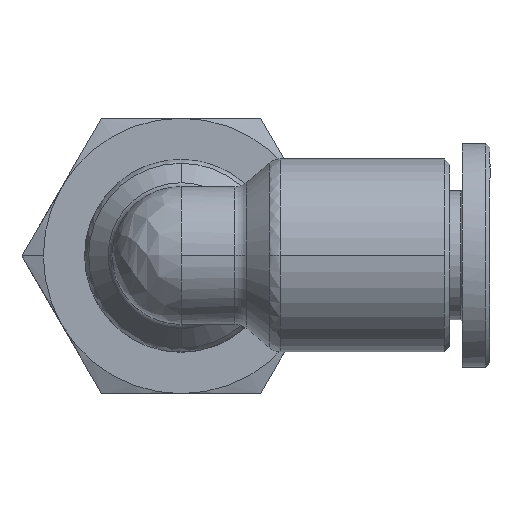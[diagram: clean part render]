
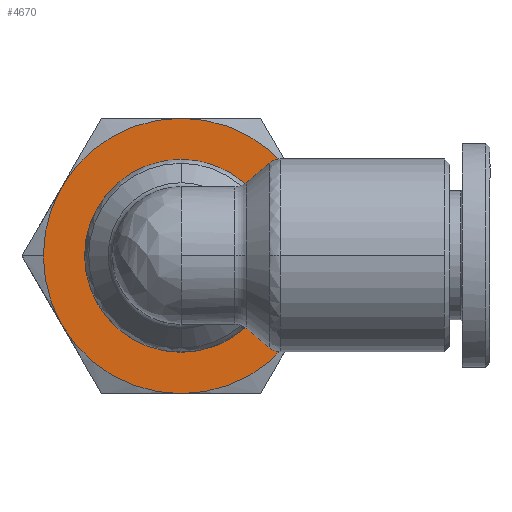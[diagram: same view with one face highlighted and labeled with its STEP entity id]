
A CAD part, top view. The second image highlights one B-rep face of the part: STEP entity #4670.
In plain terms, the highlighted face is planar.
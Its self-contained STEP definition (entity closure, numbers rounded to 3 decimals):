
#426 = EDGE_CURVE ( 'NONE', #4525, #6126, #9786, .T. ) ;
#504 = ORIENTED_EDGE ( 'NONE', *, *, #1388, .T. ) ;
#623 = DIRECTION ( 'NONE',  ( 1., 0., 0. ) ) ;
#713 = AXIS2_PLACEMENT_3D ( 'NONE', #11181, #1584, #5907 ) ;
#730 = DIRECTION ( 'NONE',  ( 0., 0., -1. ) ) ;
#786 = ORIENTED_EDGE ( 'NONE', *, *, #6899, .T. ) ;
#834 = CIRCLE ( 'NONE', #3655, 5.6 ) ;
#903 = DIRECTION ( 'NONE',  ( 0., 0., -1. ) ) ;
#1019 = EDGE_CURVE ( 'NONE', #1606, #11317, #834, .T. ) ;
#1132 = EDGE_CURVE ( 'NONE', #9439, #3774, #8257, .T. ) ;
#1158 = ORIENTED_EDGE ( 'NONE', *, *, #426, .T. ) ;
#1388 = EDGE_CURVE ( 'NONE', #3774, #9680, #5049, .T. ) ;
#1553 = AXIS2_PLACEMENT_3D ( 'NONE', #7073, #903, #7964 ) ;
#1584 = DIRECTION ( 'NONE',  ( 0., 0., -1. ) ) ;
#1606 = VERTEX_POINT ( 'NONE', #4723 ) ;
#1643 = EDGE_CURVE ( 'NONE', #2225, #8076, #7966, .T. ) ;
#1789 = DIRECTION ( 'NONE',  ( 1., 0., 0. ) ) ;
#2225 = VERTEX_POINT ( 'NONE', #2777 ) ;
#2456 = ORIENTED_EDGE ( 'NONE', *, *, #4753, .T. ) ;
#2540 = ORIENTED_EDGE ( 'NONE', *, *, #7115, .T. ) ;
#2777 = CARTESIAN_POINT ( 'NONE',  ( -4.718, 8., 18.184 ) ) ;
#2802 = EDGE_LOOP ( 'NONE', ( #3399, #6870 ) ) ;
#2809 = DIRECTION ( 'NONE',  ( 0., 0., -1. ) ) ;
#2845 = AXIS2_PLACEMENT_3D ( 'NONE', #6471, #11142, #4108 ) ;
#3137 = CARTESIAN_POINT ( 'NONE',  ( -4.718, 0., 18.184 ) ) ;
#3288 = EDGE_CURVE ( 'NONE', #11317, #1606, #6593, .T. ) ;
#3399 = ORIENTED_EDGE ( 'NONE', *, *, #3288, .F. ) ;
#3618 = CARTESIAN_POINT ( 'NONE',  ( -4.718, 0., 18.184 ) ) ;
#3655 = AXIS2_PLACEMENT_3D ( 'NONE', #9986, #4701, #3744 ) ;
#3744 = DIRECTION ( 'NONE',  ( 0., -1., 0. ) ) ;
#3772 = AXIS2_PLACEMENT_3D ( 'NONE', #8697, #730, #6803 ) ;
#3774 = VERTEX_POINT ( 'NONE', #6393 ) ;
#4108 = DIRECTION ( 'NONE',  ( 1., 0., 0. ) ) ;
#4355 = EDGE_LOOP ( 'NONE', ( #2540, #1158, #2456, #7498, #786, #7927, #504 ) ) ;
#4370 = CARTESIAN_POINT ( 'NONE',  ( -4.718, -8., 18.184 ) ) ;
#4494 = FACE_BOUND ( 'NONE', #2802, .T. ) ;
#4525 = VERTEX_POINT ( 'NONE', #8084 ) ;
#4670 = ADVANCED_FACE ( 'NONE', ( #4494, #10166 ), #8619, .T. ) ;
#4701 = DIRECTION ( 'NONE',  ( 0., 0., -1. ) ) ;
#4723 = CARTESIAN_POINT ( 'NONE',  ( -4.718, 5.6, 18.184 ) ) ;
#4753 = EDGE_CURVE ( 'NONE', #6126, #2225, #7689, .T. ) ;
#4970 = DIRECTION ( 'NONE',  ( 0., 0., -1. ) ) ;
#5049 = CIRCLE ( 'NONE', #1553, 8. ) ;
#5470 = CARTESIAN_POINT ( 'NONE',  ( 3.282, 0., 18.184 ) ) ;
#5643 = CARTESIAN_POINT ( 'NONE',  ( 2.21, 4., 18.184 ) ) ;
#5670 = DIRECTION ( 'NONE',  ( 1., 0., 0. ) ) ;
#5907 = DIRECTION ( 'NONE',  ( 1., 0., 0. ) ) ;
#6126 = VERTEX_POINT ( 'NONE', #8302 ) ;
#6224 = CIRCLE ( 'NONE', #7327, 8. ) ;
#6320 = AXIS2_PLACEMENT_3D ( 'NONE', #10757, #6459, #9994 ) ;
#6362 = DIRECTION ( 'NONE',  ( 0., -1., 0. ) ) ;
#6393 = CARTESIAN_POINT ( 'NONE',  ( 2.21, -4., 18.184 ) ) ;
#6459 = DIRECTION ( 'NONE',  ( 0., 0., -1. ) ) ;
#6471 = CARTESIAN_POINT ( 'NONE',  ( -4.718, 0., 18.184 ) ) ;
#6593 = CIRCLE ( 'NONE', #9279, 5.6 ) ;
#6620 = AXIS2_PLACEMENT_3D ( 'NONE', #3137, #10999, #5670 ) ;
#6803 = DIRECTION ( 'NONE',  ( -1., 0., 0. ) ) ;
#6870 = ORIENTED_EDGE ( 'NONE', *, *, #1019, .F. ) ;
#6899 = EDGE_CURVE ( 'NONE', #8076, #9439, #6224, .T. ) ;
#7073 = CARTESIAN_POINT ( 'NONE',  ( -4.718, 0., 18.184 ) ) ;
#7115 = EDGE_CURVE ( 'NONE', #9680, #4525, #9111, .T. ) ;
#7327 = AXIS2_PLACEMENT_3D ( 'NONE', #10294, #4970, #623 ) ;
#7498 = ORIENTED_EDGE ( 'NONE', *, *, #1643, .T. ) ;
#7689 = CIRCLE ( 'NONE', #713, 8. ) ;
#7927 = ORIENTED_EDGE ( 'NONE', *, *, #1132, .T. ) ;
#7964 = DIRECTION ( 'NONE',  ( 1., 0., 0. ) ) ;
#7966 = CIRCLE ( 'NONE', #2845, 8. ) ;
#8072 = DIRECTION ( 'NONE',  ( 0., 0., -1. ) ) ;
#8076 = VERTEX_POINT ( 'NONE', #5643 ) ;
#8084 = CARTESIAN_POINT ( 'NONE',  ( -11.646, -4., 18.184 ) ) ;
#8257 = CIRCLE ( 'NONE', #6620, 8. ) ;
#8302 = CARTESIAN_POINT ( 'NONE',  ( -11.646, 4., 18.184 ) ) ;
#8619 = PLANE ( 'NONE',  #3772 ) ;
#8697 = CARTESIAN_POINT ( 'NONE',  ( -4.718, -2.8, 18.184 ) ) ;
#8925 = CARTESIAN_POINT ( 'NONE',  ( -4.718, 0., 18.184 ) ) ;
#9111 = CIRCLE ( 'NONE', #10304, 8. ) ;
#9279 = AXIS2_PLACEMENT_3D ( 'NONE', #8925, #2809, #6362 ) ;
#9439 = VERTEX_POINT ( 'NONE', #5470 ) ;
#9680 = VERTEX_POINT ( 'NONE', #4370 ) ;
#9781 = CARTESIAN_POINT ( 'NONE',  ( -4.718, -5.6, 18.184 ) ) ;
#9786 = CIRCLE ( 'NONE', #6320, 8. ) ;
#9986 = CARTESIAN_POINT ( 'NONE',  ( -4.718, 0., 18.184 ) ) ;
#9994 = DIRECTION ( 'NONE',  ( 1., 0., 0. ) ) ;
#10166 = FACE_OUTER_BOUND ( 'NONE', #4355, .T. ) ;
#10294 = CARTESIAN_POINT ( 'NONE',  ( -4.718, 0., 18.184 ) ) ;
#10304 = AXIS2_PLACEMENT_3D ( 'NONE', #3618, #8072, #1789 ) ;
#10757 = CARTESIAN_POINT ( 'NONE',  ( -4.718, 0., 18.184 ) ) ;
#10999 = DIRECTION ( 'NONE',  ( 0., 0., -1. ) ) ;
#11142 = DIRECTION ( 'NONE',  ( 0., 0., -1. ) ) ;
#11181 = CARTESIAN_POINT ( 'NONE',  ( -4.718, 0., 18.184 ) ) ;
#11317 = VERTEX_POINT ( 'NONE', #9781 ) ;
